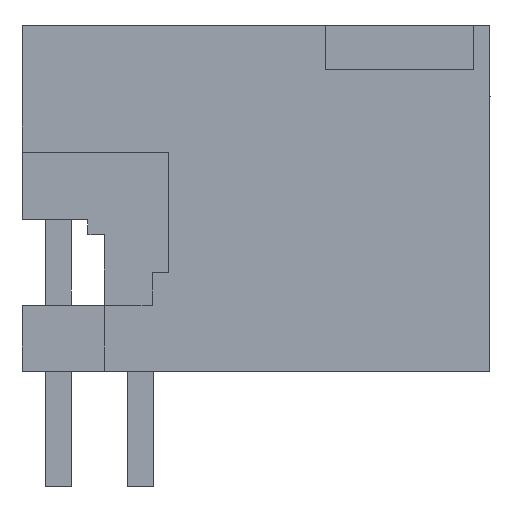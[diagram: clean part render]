
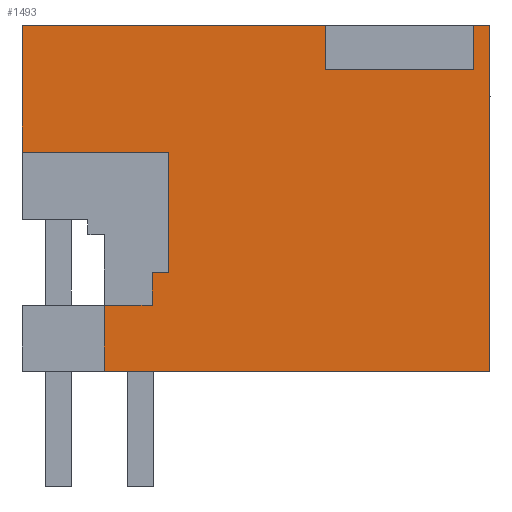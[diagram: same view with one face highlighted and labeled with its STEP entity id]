
A CAD part, left-side view. The second image highlights one B-rep face of the part: STEP entity #1493.
In plain terms, the highlighted planar face has unit normal (-1, 0, 0).
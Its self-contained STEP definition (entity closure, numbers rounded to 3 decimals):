
#1400=AXIS2_PLACEMENT_3D('Plane Axis2P3D',#1397,#1398,#1399) ;
#102=CARTESIAN_POINT('Vertex',(0.,11.7,5.5)) ;
#105=CARTESIAN_POINT('Line Origine',(0.,10.975,5.5)) ;
#109=CARTESIAN_POINT('Vertex',(0.,10.25,5.5)) ;
#1124=CARTESIAN_POINT('Vertex',(0.,0.,3.5)) ;
#1127=CARTESIAN_POINT('Line Origine',(0.,5.85,3.5)) ;
#1131=CARTESIAN_POINT('Vertex',(0.,11.7,3.5)) ;
#1366=CARTESIAN_POINT('Line Origine',(0.,11.7,4.5)) ;
#1397=CARTESIAN_POINT('Axis2P3D Location',(0.,14.2,0.)) ;
#1402=CARTESIAN_POINT('Line Origine',(0.,0.,8.75)) ;
#1406=CARTESIAN_POINT('Vertex',(0.,0.,14.)) ;
#1409=CARTESIAN_POINT('Line Origine',(0.,0.25,14.)) ;
#1413=CARTESIAN_POINT('Vertex',(0.,0.5,14.)) ;
#1416=CARTESIAN_POINT('Line Origine',(0.,0.5,13.325)) ;
#1420=CARTESIAN_POINT('Vertex',(0.,0.5,12.65)) ;
#1423=CARTESIAN_POINT('Line Origine',(0.,2.75,12.65)) ;
#1427=CARTESIAN_POINT('Vertex',(0.,5.,12.65)) ;
#1430=CARTESIAN_POINT('Line Origine',(0.,5.,13.325)) ;
#1434=CARTESIAN_POINT('Vertex',(0.,5.,14.)) ;
#1437=CARTESIAN_POINT('Line Origine',(0.,9.6,14.)) ;
#1441=CARTESIAN_POINT('Vertex',(0.,14.2,14.)) ;
#1444=CARTESIAN_POINT('Line Origine',(0.,14.2,12.075)) ;
#1448=CARTESIAN_POINT('Vertex',(0.,14.2,10.15)) ;
#1451=CARTESIAN_POINT('Line Origine',(0.,11.975,10.15)) ;
#1455=CARTESIAN_POINT('Vertex',(0.,9.75,10.15)) ;
#1458=CARTESIAN_POINT('Line Origine',(0.,9.75,8.325)) ;
#1462=CARTESIAN_POINT('Vertex',(0.,9.75,6.5)) ;
#1465=CARTESIAN_POINT('Line Origine',(0.,10.,6.5)) ;
#1469=CARTESIAN_POINT('Vertex',(0.,10.25,6.5)) ;
#1472=CARTESIAN_POINT('Line Origine',(0.,10.25,6.)) ;
#106=DIRECTION('Vector Direction',(0.,1.,0.)) ;
#1128=DIRECTION('Vector Direction',(0.,-1.,0.)) ;
#1367=DIRECTION('Vector Direction',(0.,0.,1.)) ;
#1398=DIRECTION('Axis2P3D Direction',(-1.,0.,0.)) ;
#1399=DIRECTION('Axis2P3D XDirection',(0.,-1.,0.)) ;
#1403=DIRECTION('Vector Direction',(0.,0.,1.)) ;
#1410=DIRECTION('Vector Direction',(0.,-1.,0.)) ;
#1417=DIRECTION('Vector Direction',(0.,0.,-1.)) ;
#1424=DIRECTION('Vector Direction',(0.,1.,0.)) ;
#1431=DIRECTION('Vector Direction',(0.,0.,-1.)) ;
#1438=DIRECTION('Vector Direction',(0.,-1.,0.)) ;
#1445=DIRECTION('Vector Direction',(0.,0.,1.)) ;
#1452=DIRECTION('Vector Direction',(0.,-1.,0.)) ;
#1459=DIRECTION('Vector Direction',(0.,0.,1.)) ;
#1466=DIRECTION('Vector Direction',(0.,-1.,0.)) ;
#1473=DIRECTION('Vector Direction',(0.,0.,1.)) ;
#107=VECTOR('Line Direction',#106,1.) ;
#1129=VECTOR('Line Direction',#1128,1.) ;
#1368=VECTOR('Line Direction',#1367,1.) ;
#1404=VECTOR('Line Direction',#1403,1.) ;
#1411=VECTOR('Line Direction',#1410,1.) ;
#1418=VECTOR('Line Direction',#1417,1.) ;
#1425=VECTOR('Line Direction',#1424,1.) ;
#1432=VECTOR('Line Direction',#1431,1.) ;
#1439=VECTOR('Line Direction',#1438,1.) ;
#1446=VECTOR('Line Direction',#1445,1.) ;
#1453=VECTOR('Line Direction',#1452,1.) ;
#1460=VECTOR('Line Direction',#1459,1.) ;
#1467=VECTOR('Line Direction',#1466,1.) ;
#1474=VECTOR('Line Direction',#1473,1.) ;
#1478=ORIENTED_EDGE('',*,*,#1133,.T.) ;
#1479=ORIENTED_EDGE('',*,*,#1408,.T.) ;
#1480=ORIENTED_EDGE('',*,*,#1415,.T.) ;
#1481=ORIENTED_EDGE('',*,*,#1422,.T.) ;
#1482=ORIENTED_EDGE('',*,*,#1429,.T.) ;
#1483=ORIENTED_EDGE('',*,*,#1436,.T.) ;
#1484=ORIENTED_EDGE('',*,*,#1443,.T.) ;
#1485=ORIENTED_EDGE('',*,*,#1450,.T.) ;
#1486=ORIENTED_EDGE('',*,*,#1457,.T.) ;
#1487=ORIENTED_EDGE('',*,*,#1464,.T.) ;
#1488=ORIENTED_EDGE('',*,*,#1471,.T.) ;
#1489=ORIENTED_EDGE('',*,*,#1476,.T.) ;
#1490=ORIENTED_EDGE('',*,*,#111,.T.) ;
#1491=ORIENTED_EDGE('',*,*,#1370,.T.) ;
#1493=ADVANCED_FACE('HOUSING',(#1492),#1401,.T.) ;
#111=EDGE_CURVE('',#110,#103,#108,.T.) ;
#1133=EDGE_CURVE('',#1132,#1125,#1130,.T.) ;
#1370=EDGE_CURVE('',#103,#1132,#1369,.F.) ;
#1408=EDGE_CURVE('',#1125,#1407,#1405,.T.) ;
#1415=EDGE_CURVE('',#1407,#1414,#1412,.F.) ;
#1422=EDGE_CURVE('',#1414,#1421,#1419,.T.) ;
#1429=EDGE_CURVE('',#1421,#1428,#1426,.T.) ;
#1436=EDGE_CURVE('',#1428,#1435,#1433,.F.) ;
#1443=EDGE_CURVE('',#1435,#1442,#1440,.F.) ;
#1450=EDGE_CURVE('',#1442,#1449,#1447,.F.) ;
#1457=EDGE_CURVE('',#1449,#1456,#1454,.T.) ;
#1464=EDGE_CURVE('',#1456,#1463,#1461,.F.) ;
#1471=EDGE_CURVE('',#1463,#1470,#1468,.F.) ;
#1476=EDGE_CURVE('',#1470,#110,#1475,.F.) ;
#1477=EDGE_LOOP('',(#1478,#1479,#1480,#1481,#1482,#1483,#1484,#1485,#1486,#1487,#1488,#1489,#1490,#1491)) ;
#1492=FACE_OUTER_BOUND('',#1477,.T.) ;
#108=LINE('Line',#105,#107) ;
#1130=LINE('Line',#1127,#1129) ;
#1369=LINE('Line',#1366,#1368) ;
#1405=LINE('Line',#1402,#1404) ;
#1412=LINE('Line',#1409,#1411) ;
#1419=LINE('Line',#1416,#1418) ;
#1426=LINE('Line',#1423,#1425) ;
#1433=LINE('Line',#1430,#1432) ;
#1440=LINE('Line',#1437,#1439) ;
#1447=LINE('Line',#1444,#1446) ;
#1454=LINE('Line',#1451,#1453) ;
#1461=LINE('Line',#1458,#1460) ;
#1468=LINE('Line',#1465,#1467) ;
#1475=LINE('Line',#1472,#1474) ;
#1401=PLANE('',#1400) ;
#103=VERTEX_POINT('',#102) ;
#110=VERTEX_POINT('',#109) ;
#1125=VERTEX_POINT('',#1124) ;
#1132=VERTEX_POINT('',#1131) ;
#1407=VERTEX_POINT('',#1406) ;
#1414=VERTEX_POINT('',#1413) ;
#1421=VERTEX_POINT('',#1420) ;
#1428=VERTEX_POINT('',#1427) ;
#1435=VERTEX_POINT('',#1434) ;
#1442=VERTEX_POINT('',#1441) ;
#1449=VERTEX_POINT('',#1448) ;
#1456=VERTEX_POINT('',#1455) ;
#1463=VERTEX_POINT('',#1462) ;
#1470=VERTEX_POINT('',#1469) ;
